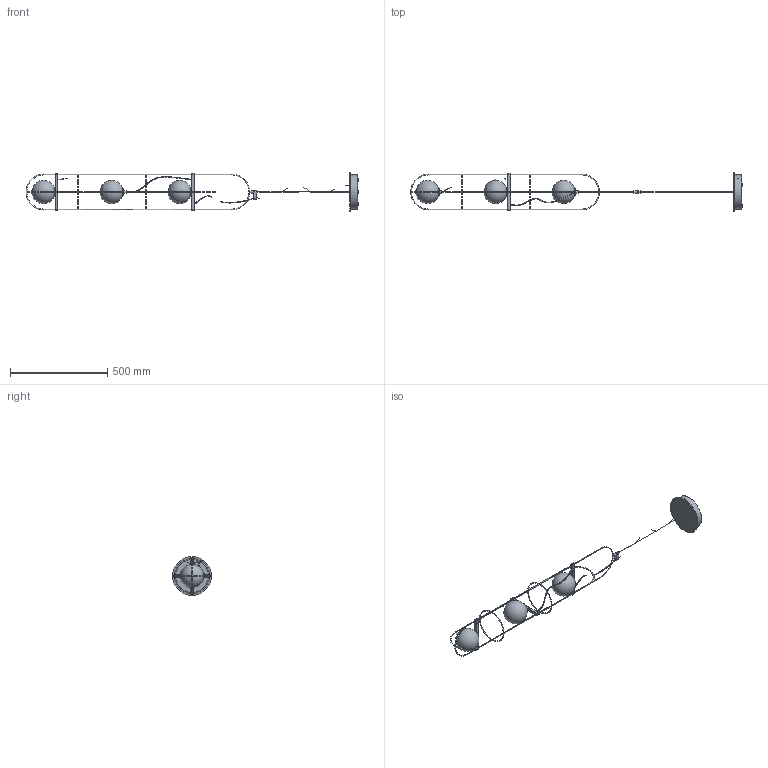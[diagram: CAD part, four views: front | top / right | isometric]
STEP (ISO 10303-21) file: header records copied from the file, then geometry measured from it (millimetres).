
FILE_DESCRIPTION(/* description */ (''),/* implementation_level */ '2;1');
FILE_NAME(/* name */ 'F440590550xxLE.stp',/* time_stamp */ '2020-01-21T15:06:40+01:00',/* author */ ('sghezzi'),/* organization */ (''),/* preprocessor_version */ 'ST-DEVELOPER v17.2',/* originating_system */ 'Autodesk Inventor 2019',/* authorisation */ '');
FILE_SCHEMA (('AUTOMOTIVE_DESIGN { 1 0 10303 214 3 1 1 }'));
Length unit declared in the file: millimetre
Products named in the file (2): SETAREH 4405; SETAREH 4405_Substitute_1
Assembly tree (1 placements, depth 2):
  SETAREH 4405
    SETAREH 4405_Substitute_1
Bounding box: 1707.1 x 200 x 200 mm (x, y, z)
Volume: 1531882.1 mm3; surface area: 507326.2 mm2
Topology: 5 solids, 5 shells, 1287 faces, 3875 edges, 2583 vertices
Faces by surface type: plane 800, cylinder 199, cone 114, bspline 100, torus 52, sphere 22
Full cylindrical faces by diameter (mm): 0.6 x3, 1.3 x3, 2.459 x6, 3 x12, 3.2 x15, 3.5 x3, 4 x4, 5 x1, 5.35 x6, 6.5 x2, 10 x1, 10.5 x1, 14 x1, 32 x6, 180 x1, 200 x1
Entity records: 50056 total; most frequent: CARTESIAN_POINT 13908, ORIENTED_EDGE 7688, DIRECTION 6773, EDGE_CURVE 3844, VERTEX_POINT 2553, LINE 2373, VECTOR 2373, AXIS2_PLACEMENT_3D 2200
